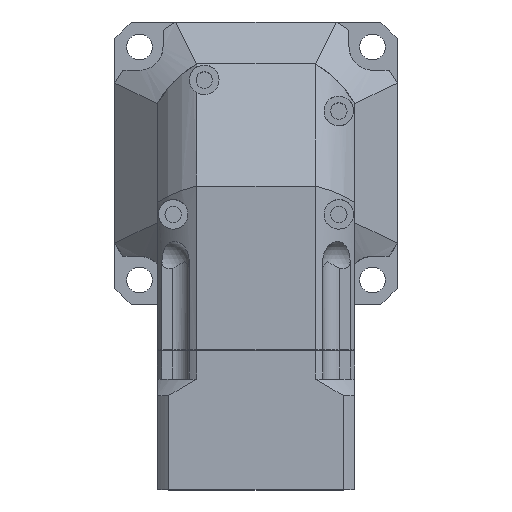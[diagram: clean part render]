
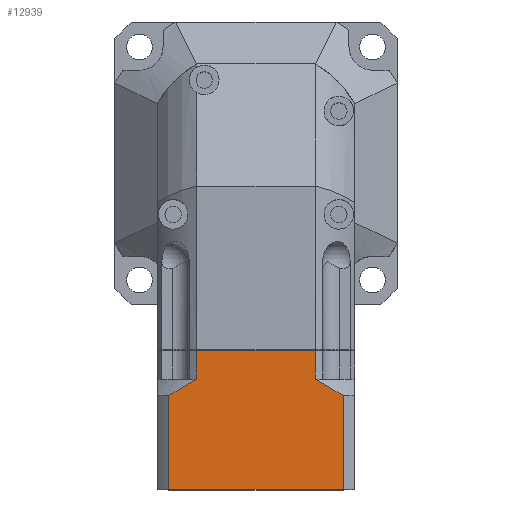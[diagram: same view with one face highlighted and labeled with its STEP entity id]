
A CAD part, top view. The second image highlights one B-rep face of the part: STEP entity #12939.
In plain terms, the highlighted face is planar.
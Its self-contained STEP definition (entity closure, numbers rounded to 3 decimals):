
#11607=DIRECTION('',(-1.,0.,0.));
#11608=VECTOR('',#11607,37.041);
#11609=CARTESIAN_POINT('',(18.52,29.5,-21.));
#11610=LINE('',#11609,#11608);
#11739=DIRECTION('',(0.,1.,0.));
#11740=VECTOR('',#11739,20.);
#11741=CARTESIAN_POINT('',(-18.52,9.5,-21.));
#11742=LINE('',#11741,#11740);
#11743=CARTESIAN_POINT('',(-12.619,6.,-21.));
#11744=CARTESIAN_POINT('',(-13.216,6.307,-21.));
#11745=CARTESIAN_POINT('',(-14.448,6.974,-21.));
#11746=CARTESIAN_POINT('',(-16.395,8.126,-21.));
#11747=CARTESIAN_POINT('',(-17.797,9.022,-21.));
#11748=CARTESIAN_POINT('',(-18.52,9.5,-21.));
#11750=DIRECTION('',(0.,1.,0.));
#11751=VECTOR('',#11750,6.);
#11752=CARTESIAN_POINT('',(12.619,0.,-21.));
#11753=LINE('',#11752,#11751);
#11754=CARTESIAN_POINT('',(18.52,9.5,-21.));
#11755=CARTESIAN_POINT('',(17.797,9.022,-21.));
#11756=CARTESIAN_POINT('',(16.395,8.126,-21.));
#11757=CARTESIAN_POINT('',(14.448,6.974,-21.));
#11758=CARTESIAN_POINT('',(13.216,6.307,-21.));
#11759=CARTESIAN_POINT('',(12.619,6.,-21.));
#11761=DIRECTION('',(0.,1.,0.));
#11762=VECTOR('',#11761,20.);
#11763=CARTESIAN_POINT('',(18.52,9.5,-21.));
#11764=LINE('',#11763,#11762);
#11943=DIRECTION('',(-1.,0.,0.));
#11944=VECTOR('',#11943,25.239);
#11945=CARTESIAN_POINT('',(12.619,0.,-21.));
#11946=LINE('',#11945,#11944);
#11957=DIRECTION('',(0.,1.,0.));
#11958=VECTOR('',#11957,6.);
#11959=CARTESIAN_POINT('',(-12.619,0.,-21.));
#11960=LINE('',#11959,#11958);
#12403=CARTESIAN_POINT('',(-12.619,0.,-21.));
#12405=VERTEX_POINT('',#12403);
#12449=CARTESIAN_POINT('',(12.619,0.,-21.));
#12450=VERTEX_POINT('',#12449);
#12491=CARTESIAN_POINT('',(-12.619,6.,-21.));
#12492=VERTEX_POINT('',#12491);
#12505=CARTESIAN_POINT('',(12.619,6.,-21.));
#12506=VERTEX_POINT('',#12505);
#12508=CARTESIAN_POINT('',(18.52,29.5,-21.));
#12510=VERTEX_POINT('',#12508);
#12511=CARTESIAN_POINT('',(-18.52,29.5,-21.));
#12513=VERTEX_POINT('',#12511);
#12524=CARTESIAN_POINT('',(18.52,9.5,-21.));
#12526=VERTEX_POINT('',#12524);
#12527=CARTESIAN_POINT('',(-18.52,9.5,-21.));
#12529=VERTEX_POINT('',#12527);
#12919=CARTESIAN_POINT('',(12.619,0.,-21.));
#12920=DIRECTION('',(0.,0.,-1.));
#12921=DIRECTION('',(-1.,0.,0.));
#12922=AXIS2_PLACEMENT_3D('',#12919,#12920,#12921);
#12923=PLANE('',#12922);
#12924=ORIENTED_EDGE('',*,*,#12672,.T.);
#12925=ORIENTED_EDGE('',*,*,#12913,.F.);
#12927=ORIENTED_EDGE('',*,*,#12926,.F.);
#12929=ORIENTED_EDGE('',*,*,#12928,.F.);
#12931=ORIENTED_EDGE('',*,*,#12930,.F.);
#12933=ORIENTED_EDGE('',*,*,#12932,.T.);
#12935=ORIENTED_EDGE('',*,*,#12934,.F.);
#12936=ORIENTED_EDGE('',*,*,#12894,.T.);
#12937=EDGE_LOOP('',(#12924,#12925,#12927,#12929,#12931,#12933,#12935,#12936));
#12938=FACE_OUTER_BOUND('',#12937,.F.);
#12939=ADVANCED_FACE('',(#12938),#12923,.T.);
#11749=B_SPLINE_CURVE_WITH_KNOTS('',3,(#11743,#11744,#11745,#11746,#11747,
#11748),.UNSPECIFIED.,.F.,.F.,(4,1,1,4),(0.,0.333,
0.667,1.),.UNSPECIFIED.);
#11760=B_SPLINE_CURVE_WITH_KNOTS('',3,(#11754,#11755,#11756,#11757,#11758,
#11759),.UNSPECIFIED.,.F.,.F.,(4,1,1,4),(0.,0.333,
0.667,1.),.UNSPECIFIED.);
#12672=EDGE_CURVE('',#12510,#12513,#11610,.T.);
#12894=EDGE_CURVE('',#12526,#12510,#11764,.T.);
#12913=EDGE_CURVE('',#12529,#12513,#11742,.T.);
#12926=EDGE_CURVE('',#12492,#12529,#11749,.T.);
#12928=EDGE_CURVE('',#12405,#12492,#11960,.T.);
#12930=EDGE_CURVE('',#12450,#12405,#11946,.T.);
#12932=EDGE_CURVE('',#12450,#12506,#11753,.T.);
#12934=EDGE_CURVE('',#12526,#12506,#11760,.T.);
